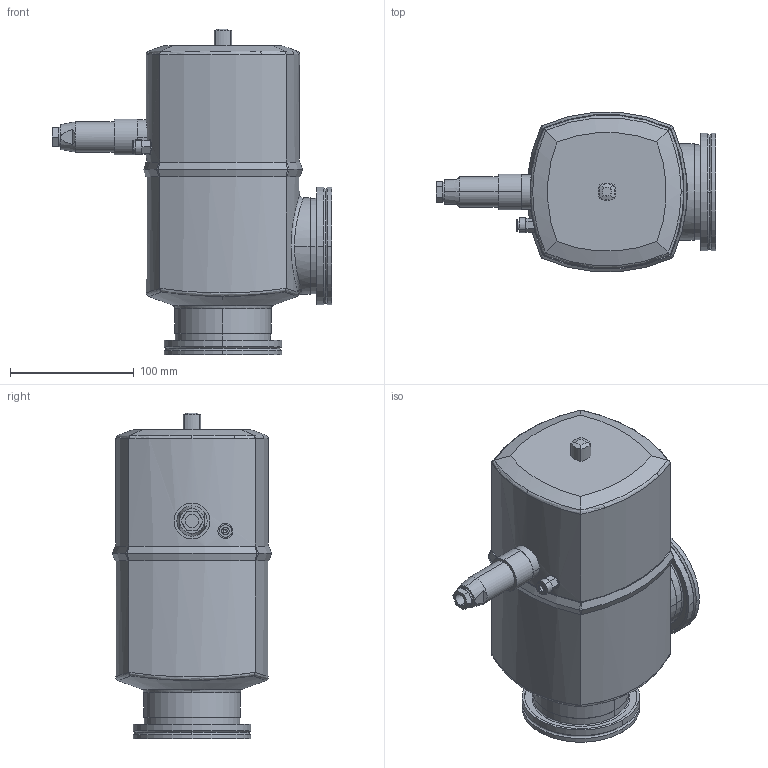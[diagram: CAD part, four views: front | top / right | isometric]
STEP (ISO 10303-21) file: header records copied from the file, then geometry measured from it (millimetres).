
FILE_DESCRIPTION((''),'2;1');
FILE_NAME('PFB16002.stp','2004-06-24T10:22:43',('KAA'),(''),'Autodesk Inventor (R) 6.0','Autodesk Inventor (R) 6.0','');
FILE_SCHEMA(('AUTOMOTIVE_DESIGN { 1 0 10303 214 1 1 1 1 }'));
Length unit declared in the file: millimetre
Products named in the file (1): PFB16002
Bounding box: 226 x 128.85 x 263.5 mm (x, y, z)
Volume: 1948405.1 mm3; surface area: 215800.2 mm2
Topology: 1 solids, 6 shells, 243 faces, 559 edges, 343 vertices
Faces by surface type: cylinder 74, plane 71, cone 46, bspline 42, torus 10
Entity records: 8773 total; most frequent: CARTESIAN_POINT 3301, DIRECTION 1216, ORIENTED_EDGE 1096, EDGE_CURVE 548, AXIS2_PLACEMENT_3D 520, VERTEX_POINT 343, CIRCLE 312, EDGE_LOOP 271
